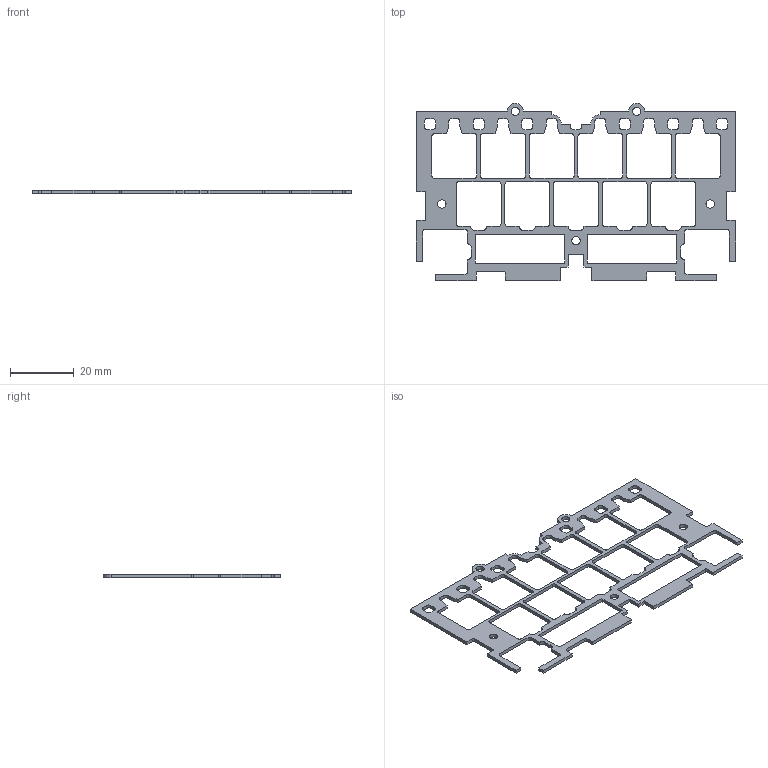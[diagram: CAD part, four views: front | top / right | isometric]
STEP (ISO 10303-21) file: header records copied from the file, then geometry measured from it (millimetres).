
FILE_DESCRIPTION(('KiCad electronic assembly'),'2;1');
FILE_NAME('PCBA-OCTV-PLATE-3D.step','2026-01-14T11:04:16',('Pcbnew'),( 'Kicad'),'Open CASCADE STEP processor 7.8','KiCad to STEP converter' ,'Unknown');
FILE_SCHEMA(('AUTOMOTIVE_DESIGN { 1 0 10303 214 1 1 1 1 }'));
Length unit declared in the file: millimetre
Products named in the file (2): PCBA-OCTV-PLATE-3D 1; kibot_emhl_e8o_PCB
Assembly tree (1 placements, depth 2):
  PCBA-OCTV-PLATE-3D 1
    kibot_emhl_e8o_PCB
Bounding box: 100 x 55.5 x 1.11 mm (x, y, z)
Volume: 1964.5 mm3; surface area: 5044 mm2
Topology: 1 solids, 1 shells, 297 faces, 885 edges, 590 vertices
Faces by surface type: plane 178, cylinder 119
Full cylindrical faces by diameter (mm): 2.6 x5
Entity records: 10130 total; most frequent: CARTESIAN_POINT 1774, ORIENTED_EDGE 1770, DIRECTION 1721, EDGE_CURVE 885, LINE 647, VECTOR 647, VERTEX_POINT 590, AXIS2_PLACEMENT_3D 537
